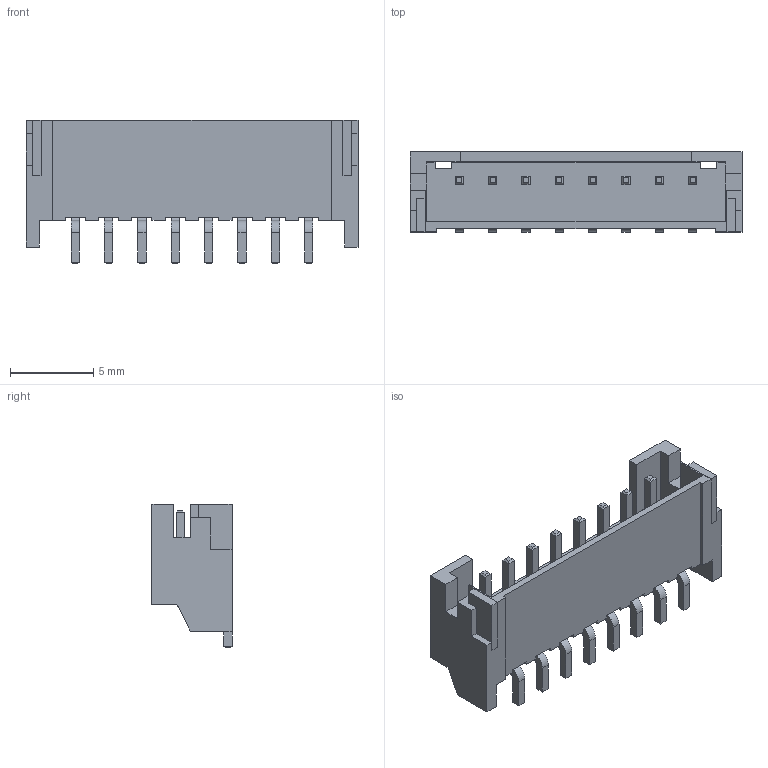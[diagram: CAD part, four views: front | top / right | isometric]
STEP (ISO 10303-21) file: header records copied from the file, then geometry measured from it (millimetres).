
FILE_DESCRIPTION(/* description */ (''),/* implementation_level */ '2;1');
FILE_NAME(/* name */ 'S8B-PH-SM4-TB.stp',/* time_stamp */ '2017-03-17T14:28:16+09:00',/* author */ (''),/* organization */ (''),/* preprocessor_version */ 'ST-DEVELOPER v16.5',/* originating_system */ 'Autodesk Translation Framework v5.2.0.2920',/* authorisation */ '');
FILE_SCHEMA (('AUTOMOTIVE_DESIGN { 1 0 10303 214 3 1 1 }'));
Length unit declared in the file: millimetre
Products named in the file (1): S3B-PH-SM4-TB v8
Bounding box: 19.9 x 4.8 x 8.6 mm (x, y, z)
Volume: 179.3 mm3; surface area: 858.1 mm2
Topology: 11 solids, 11 shells, 306 faces, 800 edges, 512 vertices
Faces by surface type: plane 274, cylinder 32
Entity records: 9242 total; most frequent: CARTESIAN_POINT 1619, ORIENTED_EDGE 1600, DIRECTION 1478, EDGE_CURVE 800, LINE 736, VECTOR 736, VERTEX_POINT 512, AXIS2_PLACEMENT_3D 371
